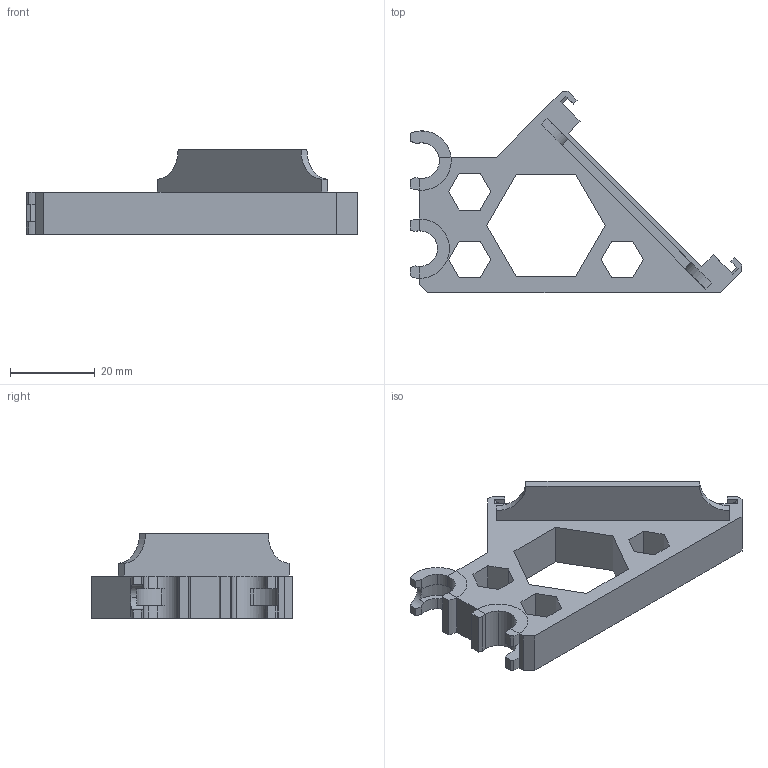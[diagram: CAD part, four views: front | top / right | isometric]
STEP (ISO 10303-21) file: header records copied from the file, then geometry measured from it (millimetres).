
FILE_DESCRIPTION(('FreeCAD Model'),'2;1');
FILE_NAME('LCD-support-B.step','2020-04-20T11:21:56',('Author'),(''), 'Open CASCADE STEP processor 7.3','FreeCAD','Unknown');
FILE_SCHEMA(('AUTOMOTIVE_DESIGN { 1 0 10303 214 1 1 1 1 }'));
Length unit declared in the file: millimetre
Products named in the file (2): difference005; difference006
Bounding box: 78.19 x 47.48 x 20 mm (x, y, z)
Volume: 13641.5 mm3; surface area: 8535.2 mm2
Topology: 2 solids, 2 shells, 145 faces, 386 edges, 242 vertices
Faces by surface type: plane 119, cylinder 26
Entity records: 10538 total; most frequent: CARTESIAN_POINT 2430, DIRECTION 1094, ORIENTED_EDGE 774, PCURVE 772, DEFINITIONAL_REPRESENTATION 772, LINE 600, VECTOR 600, B_SPLINE_CURVE_WITH_KNOTS 420
